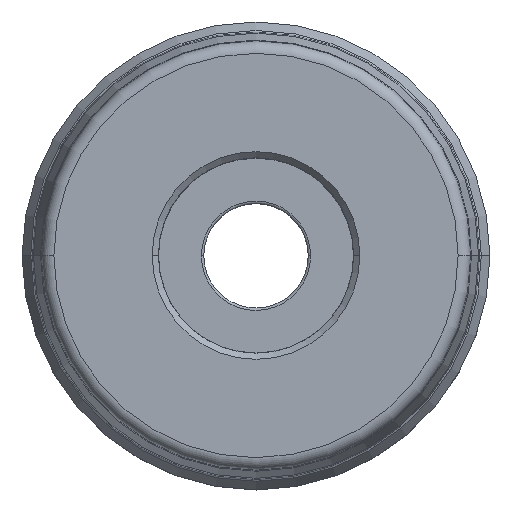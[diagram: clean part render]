
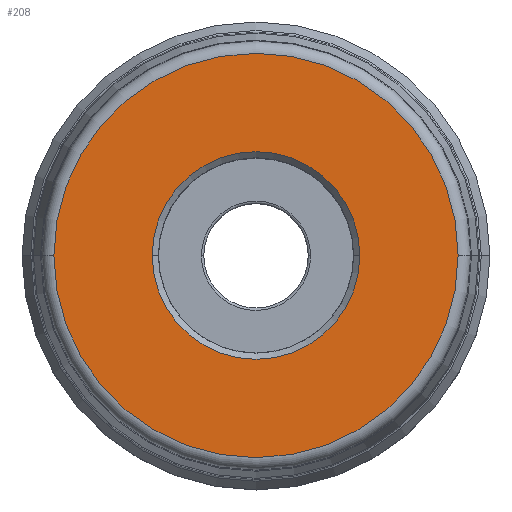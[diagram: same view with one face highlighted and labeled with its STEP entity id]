
A CAD part, top view. The second image highlights one B-rep face of the part: STEP entity #208.
In plain terms, the highlighted planar face has unit normal (0, 0, 1).
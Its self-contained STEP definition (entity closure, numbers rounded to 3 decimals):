
#208=ADVANCED_FACE('',(#252,#253),#240,.F.);
#240=PLANE('',#1415);
#252=FACE_BOUND('',#306,.T.);
#253=FACE_BOUND('',#307,.T.);
#306=EDGE_LOOP('',(#536,#537,#538,#539));
#307=EDGE_LOOP('',(#540,#541));
#536=ORIENTED_EDGE('',*,*,#874,.F.);
#537=ORIENTED_EDGE('',*,*,#871,.F.);
#538=ORIENTED_EDGE('',*,*,#870,.T.);
#539=ORIENTED_EDGE('',*,*,#875,.T.);
#540=ORIENTED_EDGE('',*,*,#876,.T.);
#541=ORIENTED_EDGE('',*,*,#877,.T.);
#730=VERTEX_POINT('',#2174);
#731=VERTEX_POINT('',#2175);
#732=VERTEX_POINT('',#2177);
#733=VERTEX_POINT('',#2182);
#734=VERTEX_POINT('',#2186);
#735=VERTEX_POINT('',#2187);
#870=EDGE_CURVE('',#730,#731,#1016,.T.);
#871=EDGE_CURVE('',#730,#732,#1017,.T.);
#874=EDGE_CURVE('',#732,#733,#1020,.T.);
#875=EDGE_CURVE('',#731,#733,#1021,.T.);
#876=EDGE_CURVE('',#734,#735,#1022,.T.);
#877=EDGE_CURVE('',#735,#734,#1023,.T.);
#1016=CIRCLE('',#1405,32.925);
#1017=CIRCLE('',#1406,32.925);
#1020=CIRCLE('',#1410,32.925);
#1021=CIRCLE('',#1411,32.925);
#1022=CIRCLE('',#1413,16.91);
#1023=CIRCLE('',#1414,16.91);
#1405=AXIS2_PLACEMENT_3D('',#2173,#1771,#1772);
#1406=AXIS2_PLACEMENT_3D('',#2176,#1773,#1774);
#1410=AXIS2_PLACEMENT_3D('',#2181,#1781,#1782);
#1411=AXIS2_PLACEMENT_3D('',#2183,#1783,#1784);
#1413=AXIS2_PLACEMENT_3D('',#2185,#1787,#1788);
#1414=AXIS2_PLACEMENT_3D('',#2188,#1789,#1790);
#1415=AXIS2_PLACEMENT_3D('',#2189,#1791,#1792);
#1771=DIRECTION('',(0.,0.,1.));
#1772=DIRECTION('',(1.,0.,0.));
#1773=DIRECTION('',(0.,0.,-1.));
#1774=DIRECTION('',(-1.,0.,0.));
#1781=DIRECTION('',(0.,0.,-1.));
#1782=DIRECTION('',(-1.,0.,0.));
#1783=DIRECTION('',(0.,0.,1.));
#1784=DIRECTION('',(1.,0.,0.));
#1787=DIRECTION('',(0.,0.,-1.));
#1788=DIRECTION('',(-1.,0.,0.));
#1789=DIRECTION('',(0.,0.,-1.));
#1790=DIRECTION('',(1.,0.,0.));
#1791=DIRECTION('',(0.,0.,-1.));
#1792=DIRECTION('',(-1.,0.,0.));
#2173=CARTESIAN_POINT('',(0.,0.,0.));
#2174=CARTESIAN_POINT('',(32.925,-0.021,0.));
#2175=CARTESIAN_POINT('',(32.925,0.,0.));
#2176=CARTESIAN_POINT('',(0.,0.,0.));
#2177=CARTESIAN_POINT('',(-32.925,0.,0.));
#2181=CARTESIAN_POINT('',(0.,0.,0.));
#2182=CARTESIAN_POINT('',(-32.925,0.021,0.));
#2183=CARTESIAN_POINT('',(0.,0.,0.));
#2185=CARTESIAN_POINT('',(0.,0.,0.));
#2186=CARTESIAN_POINT('',(-16.91,0.,0.));
#2187=CARTESIAN_POINT('',(16.91,0.,0.));
#2188=CARTESIAN_POINT('',(0.,0.,0.));
#2189=CARTESIAN_POINT('',(0.,0.,0.));
